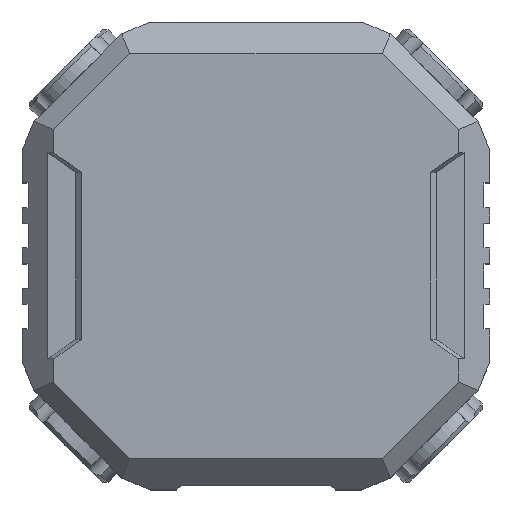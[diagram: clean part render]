
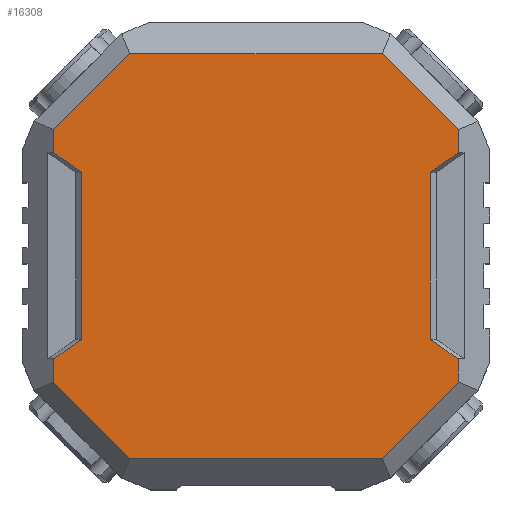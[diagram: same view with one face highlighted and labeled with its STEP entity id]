
A CAD part, top view. The second image highlights one B-rep face of the part: STEP entity #16308.
In plain terms, the highlighted planar face has unit normal (0, 0, 1).
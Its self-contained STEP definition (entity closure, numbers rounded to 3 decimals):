
#13256=DIRECTION('',(0.,1.,0.));
#13257=VECTOR('',#13256,21.052);
#13258=CARTESIAN_POINT('',(5.5,-38.033,16.66));
#13259=LINE('',#13258,#13257);
#13260=DIRECTION('',(-0.816,0.577,0.));
#13261=VECTOR('',#13260,4.287);
#13262=CARTESIAN_POINT('',(5.5,-16.981,16.66));
#13263=LINE('',#13262,#13261);
#13264=DIRECTION('',(0.,1.,0.));
#13265=VECTOR('',#13264,2.916);
#13266=CARTESIAN_POINT('',(2.,-14.506,16.66));
#13267=LINE('',#13266,#13265);
#13268=DIRECTION('',(0.707,0.707,0.));
#13269=VECTOR('',#13268,13.562);
#13270=CARTESIAN_POINT('',(2.,-11.59,16.66));
#13271=LINE('',#13270,#13269);
#13272=DIRECTION('',(1.,0.,0.));
#13273=VECTOR('',#13272,31.833);
#13274=CARTESIAN_POINT('',(11.59,-2.,16.66));
#13275=LINE('',#13274,#13273);
#13276=DIRECTION('',(0.707,-0.707,0.));
#13277=VECTOR('',#13276,13.562);
#13278=CARTESIAN_POINT('',(43.424,-2.,16.66));
#13279=LINE('',#13278,#13277);
#13280=DIRECTION('',(0.,-1.,0.));
#13281=VECTOR('',#13280,2.916);
#13282=CARTESIAN_POINT('',(53.013,-11.59,16.66));
#13283=LINE('',#13282,#13281);
#13284=DIRECTION('',(-0.816,-0.577,0.));
#13285=VECTOR('',#13284,4.287);
#13286=CARTESIAN_POINT('',(53.013,-14.506,16.66));
#13287=LINE('',#13286,#13285);
#13288=DIRECTION('',(0.,-1.,0.));
#13289=VECTOR('',#13288,21.052);
#13290=CARTESIAN_POINT('',(49.513,-16.981,16.66));
#13291=LINE('',#13290,#13289);
#13292=DIRECTION('',(0.816,-0.577,0.));
#13293=VECTOR('',#13292,4.287);
#13294=CARTESIAN_POINT('',(49.513,-38.033,16.66));
#13295=LINE('',#13294,#13293);
#13296=DIRECTION('',(0.,-1.,0.));
#13297=VECTOR('',#13296,2.916);
#13298=CARTESIAN_POINT('',(53.013,-40.508,16.66));
#13299=LINE('',#13298,#13297);
#13300=DIRECTION('',(-0.707,-0.707,
0.));
#13301=VECTOR('',#13300,13.562);
#13302=CARTESIAN_POINT('',(53.013,-43.424,16.66));
#13303=LINE('',#13302,#13301);
#13304=DIRECTION('',(-1.,0.,0.));
#13305=VECTOR('',#13304,31.833);
#13306=CARTESIAN_POINT('',(43.424,-53.014,16.66));
#13307=LINE('',#13306,#13305);
#13308=DIRECTION('',(-0.707,0.707,0.));
#13309=VECTOR('',#13308,13.562);
#13310=CARTESIAN_POINT('',(11.59,-53.014,16.66));
#13311=LINE('',#13310,#13309);
#13312=DIRECTION('',(0.,1.,0.));
#13313=VECTOR('',#13312,2.916);
#13314=CARTESIAN_POINT('',(2.,-43.424,16.66));
#13315=LINE('',#13314,#13313);
#13316=DIRECTION('',(0.816,0.577,0.));
#13317=VECTOR('',#13316,4.287);
#13318=CARTESIAN_POINT('',(2.,-40.508,16.66));
#13319=LINE('',#13318,#13317);
#13731=CARTESIAN_POINT('',(53.013,-40.508,16.66));
#13733=VERTEX_POINT('',#13731);
#13737=CARTESIAN_POINT('',(53.013,-14.506,16.66));
#13738=VERTEX_POINT('',#13737);
#13739=CARTESIAN_POINT('',(53.013,-11.59,16.66));
#13740=VERTEX_POINT('',#13739);
#13755=CARTESIAN_POINT('',(53.013,-43.424,16.66));
#13756=VERTEX_POINT('',#13755);
#13757=CARTESIAN_POINT('',(49.513,-38.033,16.66));
#13759=VERTEX_POINT('',#13757);
#13762=CARTESIAN_POINT('',(49.513,-16.981,16.66));
#13764=VERTEX_POINT('',#13762);
#13765=CARTESIAN_POINT('',(5.5,-38.033,16.66));
#13766=CARTESIAN_POINT('',(5.5,-16.981,16.66));
#13767=VERTEX_POINT('',#13765);
#13768=VERTEX_POINT('',#13766);
#13769=CARTESIAN_POINT('',(2.,-14.506,16.66));
#13770=VERTEX_POINT('',#13769);
#13771=CARTESIAN_POINT('',(2.,-11.59,16.66));
#13772=VERTEX_POINT('',#13771);
#13773=CARTESIAN_POINT('',(11.59,-2.,16.66));
#13774=VERTEX_POINT('',#13773);
#13775=CARTESIAN_POINT('',(43.424,-2.,16.66));
#13776=VERTEX_POINT('',#13775);
#13777=CARTESIAN_POINT('',(43.424,-53.014,16.66));
#13778=VERTEX_POINT('',#13777);
#13779=CARTESIAN_POINT('',(11.59,-53.014,16.66));
#13780=VERTEX_POINT('',#13779);
#13781=CARTESIAN_POINT('',(2.,-43.424,16.66));
#13782=VERTEX_POINT('',#13781);
#13783=CARTESIAN_POINT('',(2.,-40.508,16.66));
#13784=VERTEX_POINT('',#13783);
#16276=CARTESIAN_POINT('',(55.014,0.,16.66));
#16277=DIRECTION('',(0.,0.,1.));
#16278=DIRECTION('',(-1.,0.,0.));
#16279=AXIS2_PLACEMENT_3D('',#16276,#16277,#16278);
#16280=PLANE('',#16279);
#16281=ORIENTED_EDGE('',*,*,#16257,.T.);
#16282=ORIENTED_EDGE('',*,*,#16242,.T.);
#16283=ORIENTED_EDGE('',*,*,#16227,.T.);
#16285=ORIENTED_EDGE('',*,*,#16284,.T.);
#16287=ORIENTED_EDGE('',*,*,#16286,.T.);
#16289=ORIENTED_EDGE('',*,*,#16288,.T.);
#16291=ORIENTED_EDGE('',*,*,#16290,.T.);
#16293=ORIENTED_EDGE('',*,*,#16292,.T.);
#16295=ORIENTED_EDGE('',*,*,#16294,.T.);
#16297=ORIENTED_EDGE('',*,*,#16296,.T.);
#16299=ORIENTED_EDGE('',*,*,#16298,.T.);
#16301=ORIENTED_EDGE('',*,*,#16300,.T.);
#16302=ORIENTED_EDGE('',*,*,#16093,.T.);
#16303=ORIENTED_EDGE('',*,*,#16186,.T.);
#16304=ORIENTED_EDGE('',*,*,#16203,.T.);
#16305=ORIENTED_EDGE('',*,*,#16268,.T.);
#16306=EDGE_LOOP('',(#16281,#16282,#16283,#16285,#16287,#16289,#16291,#16293,
#16295,#16297,#16299,#16301,#16302,#16303,#16304,#16305));
#16307=FACE_OUTER_BOUND('',#16306,.F.);
#16308=ADVANCED_FACE('',(#16307),#16280,.T.);
#16093=EDGE_CURVE('',#13778,#13780,#13307,.T.);
#16186=EDGE_CURVE('',#13780,#13782,#13311,.T.);
#16203=EDGE_CURVE('',#13782,#13784,#13315,.T.);
#16227=EDGE_CURVE('',#13770,#13772,#13267,.T.);
#16242=EDGE_CURVE('',#13768,#13770,#13263,.T.);
#16257=EDGE_CURVE('',#13767,#13768,#13259,.T.);
#16268=EDGE_CURVE('',#13784,#13767,#13319,.T.);
#16284=EDGE_CURVE('',#13772,#13774,#13271,.T.);
#16286=EDGE_CURVE('',#13774,#13776,#13275,.T.);
#16288=EDGE_CURVE('',#13776,#13740,#13279,.T.);
#16290=EDGE_CURVE('',#13740,#13738,#13283,.T.);
#16292=EDGE_CURVE('',#13738,#13764,#13287,.T.);
#16294=EDGE_CURVE('',#13764,#13759,#13291,.T.);
#16296=EDGE_CURVE('',#13759,#13733,#13295,.T.);
#16298=EDGE_CURVE('',#13733,#13756,#13299,.T.);
#16300=EDGE_CURVE('',#13756,#13778,#13303,.T.);
